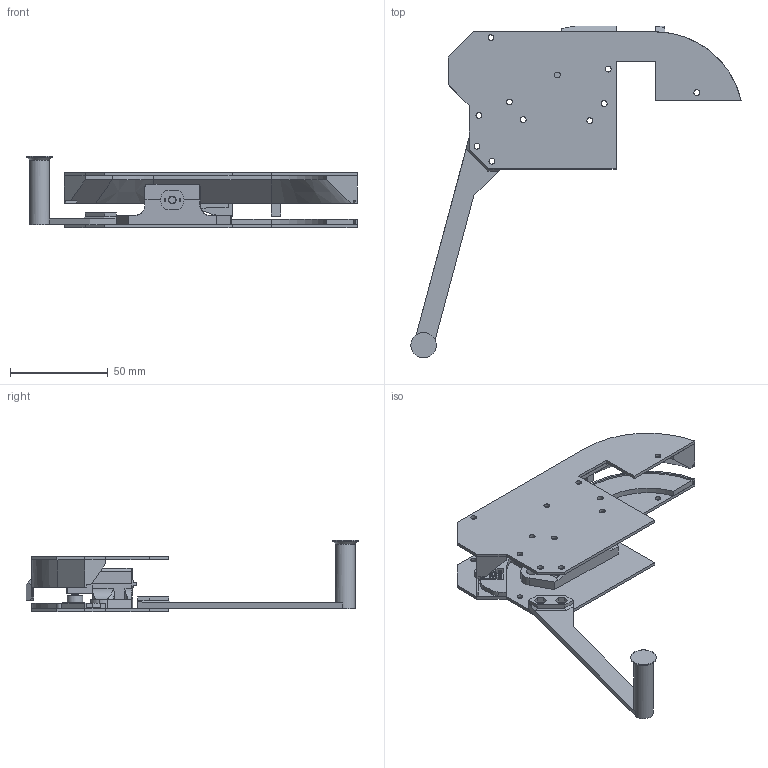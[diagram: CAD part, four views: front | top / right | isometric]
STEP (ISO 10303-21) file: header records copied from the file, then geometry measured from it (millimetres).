
FILE_DESCRIPTION(/* description */ (''),/* implementation_level */ '2;1');
FILE_NAME(/* name */ 'feeder12mm_v0.2.0.step',/* time_stamp */ '2020-04-23T18:35:45-04:00',/* author */ (''),/* organization */ (''),/* preprocessor_version */ 'ST-DEVELOPER v18.1',/* originating_system */ 'Autodesk Translation Framework v9.2.0.1227',/* authorisation */ '');
FILE_SCHEMA (('AUTOMOTIVE_DESIGN { 1 0 10303 214 3 1 1 }'));
Length unit declared in the file: millimetre
Products named in the file (15): feeder; tapeGuides; driveMechanism; n20_worm_gearbox; indexingWheel; tapeGear; Component1; Component2; Component3; xactoBlade; MDS6500AL02SL; 1; 1 (1); spoolHolder; pcb
Assembly tree (15 placements, depth 4):
  feeder
    tapeGuides
    pcb  x2
    driveMechanism
      n20_worm_gearbox
      indexingWheel
        tapeGear
      Component1
      Component2
      Component3
    xactoBlade
    MDS6500AL02SL
      1
      1 (1)
    spoolHolder
Bounding box: 168.6 x 169.5 x 36.6 mm (x, y, z)
Volume: 72799.8 mm3; surface area: 63051.5 mm2
Topology: 13 solids, 13 shells, 934 faces, 2642 edges, 1755 vertices
Faces by surface type: plane 563, cylinder 354, cone 8, bspline 4, torus 4, sphere 1
Full cylindrical faces by diameter (mm): 0.74 x2, 0.8 x2, 0.9 x1, 0.97 x1, 1.5 x2, 1.6 x2, 2 x2, 3 x31, 4 x2, 5.5 x8, 8 x1, 10 x1, 13 x1
Entity records: 30873 total; most frequent: CARTESIAN_POINT 5976, ORIENTED_EDGE 5142, DIRECTION 5116, EDGE_CURVE 2571, LINE 1806, VECTOR 1806, VERTEX_POINT 1709, AXIS2_PLACEMENT_3D 1655
